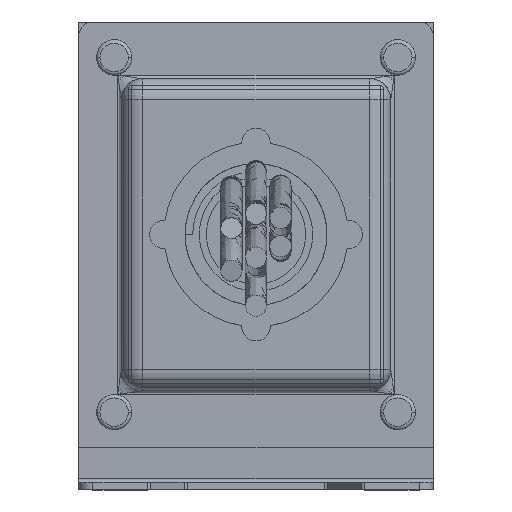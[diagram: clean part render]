
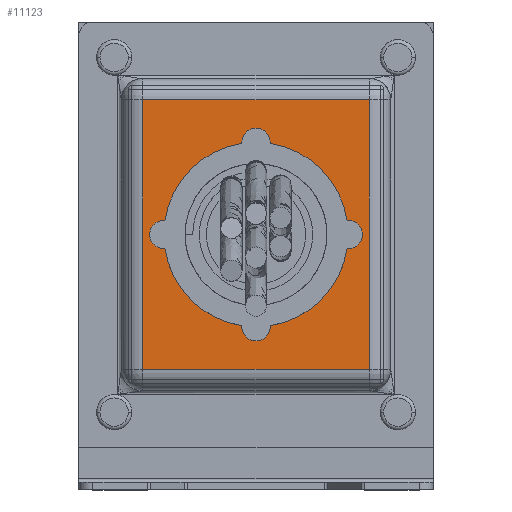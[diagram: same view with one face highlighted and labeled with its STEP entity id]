
A CAD part, top view. The second image highlights one B-rep face of the part: STEP entity #11123.
In plain terms, the highlighted planar face has unit normal (0, 0, 1).
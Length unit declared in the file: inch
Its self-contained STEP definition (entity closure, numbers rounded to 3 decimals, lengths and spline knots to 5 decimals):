
#39 = CARTESIAN_POINT ( 'NONE',  ( 1.48573, 1.1303, 3.01198 ) ) ;
#664 = ORIENTED_EDGE ( 'NONE', *, *, #20259, .T. ) ;
#694 = CARTESIAN_POINT ( 'NONE',  ( 0.46211, 0.38227, 3.01198 ) ) ;
#729 = CARTESIAN_POINT ( 'NONE',  ( 1.19426, 1.51071, 3.01195 ) ) ;
#970 = CARTESIAN_POINT ( 'NONE',  ( 0.69833, 1.1303, 3.01198 ) ) ;
#988 = FACE_BOUND ( 'NONE', #6195, .T. ) ;
#1090 = CARTESIAN_POINT ( 'NONE',  ( 1.72195, 0.38227, 3.01198 ) ) ;
#1292 = CARTESIAN_POINT ( 'NONE',  ( 0.7772, 0.88835, 3.01198 ) ) ;
#1364 = VERTEX_POINT ( 'NONE', #5152 ) ;
#1566 = VERTEX_POINT ( 'NONE', #13921 ) ;
#1801 = ORIENTED_EDGE ( 'NONE', *, *, #10854, .F. ) ;
#1989 = CARTESIAN_POINT ( 'NONE',  ( 1.41217, 1.3598, 3.01198 ) ) ;
#2327 = CARTESIAN_POINT ( 'NONE',  ( 0.85008, 1.44513, 3.01198 ) ) ;
#2439 = CARTESIAN_POINT ( 'NONE',  ( 0.69833, 1.1303, 3.01198 ) ) ;
#2757 = CARTESIAN_POINT ( 'NONE',  ( 0.89375, 0.78629, 3.01198 ) ) ;
#2769 = ORIENTED_EDGE ( 'NONE', *, *, #19332, .F. ) ;
#2882 = CARTESIAN_POINT ( 'NONE',  ( 0.10777, 2.3114, 3.01198 ) ) ;
#3188 = CARTESIAN_POINT ( 'NONE',  ( 1.2903, 0.78629, 3.01198 ) ) ;
#3762 = CARTESIAN_POINT ( 'NONE',  ( 1.48573, 1.1303, 3.01198 ) ) ;
#3858 = CARTESIAN_POINT ( 'NONE',  ( 1.14399, 1.52141, 3.01194 ) ) ;
#3884 = CARTESIAN_POINT ( 'NONE',  ( 0.74802, 1.32858, 3.01198 ) ) ;
#3920 = DIRECTION ( 'NONE',  ( 0., -1., 0. ) ) ;
#4012 = VECTOR ( 'NONE', #15156, 39.37008 ) ;
#4362 = CARTESIAN_POINT ( 'NONE',  ( 0.344, 1.87833, 3.01198 ) ) ;
#4400 = CARTESIAN_POINT ( 'NONE',  ( 1.43604, 0.93203, 3.01198 ) ) ;
#4503 = CARTESIAN_POINT ( 'NONE',  ( 1.04049, 0.7366, 3.01198 ) ) ;
#4609 = CARTESIAN_POINT ( 'NONE',  ( 0.98898, 0.74685, 3.01198 ) ) ;
#4656 = VERTEX_POINT ( 'NONE', #15081 ) ;
#4905 = CARTESIAN_POINT ( 'NONE',  ( 1.23054, 1.49905, 3.012 ) ) ;
#5006 = CARTESIAN_POINT ( 'NONE',  ( 1.4732, 1.23218, 3.01196 ) ) ;
#5050 = VERTEX_POINT ( 'NONE', #970 ) ;
#5152 = CARTESIAN_POINT ( 'NONE',  ( 0.46211, 1.87833, 3.01198 ) ) ;
#5314 = CARTESIAN_POINT ( 'NONE',  ( 1.35245, 1.42669, 3.01195 ) ) ;
#5456 = CARTESIAN_POINT ( 'NONE',  ( 1.09203, 1.524, 3.01198 ) ) ;
#5646 = VERTEX_POINT ( 'NONE', #9400 ) ;
#5748 = CARTESIAN_POINT ( 'NONE',  ( 0.69833, 1.18184, 3.01198 ) ) ;
#5964 = CARTESIAN_POINT ( 'NONE',  ( 1.47548, 1.02725, 3.01198 ) ) ;
#6147 = B_SPLINE_CURVE_WITH_KNOTS ( 'NONE', 3,
 ( #3762, #14959, #13092, #5006, #17909, #17818, #16315, #1989, #19594, #11605, #19687, #5314, #11705, #16557, #13387, #4905, #11299, #729, #7578, #3858, #17132, #9263 ),
 .UNSPECIFIED., .F., .F.,
 ( 4, 2, 2, 2, 2, 2, 2, 2, 2, 2, 4 ),
 ( 0., 0.125, 0.25, 0.375, 0.4375, 0.5, 0.625, 0.75, 0.8125, 0.875, 1. ),
 .UNSPECIFIED. ) ;
#6164 = EDGE_CURVE ( 'NONE', #1566, #1364, #8793, .T. ) ;
#6195 = EDGE_LOOP ( 'NONE', ( #12044, #1801, #2769 ) ) ;
#6764 = ORIENTED_EDGE ( 'NONE', *, *, #10050, .T. ) ;
#6786 = VECTOR ( 'NONE', #3920, 39.37008 ) ;
#7578 = CARTESIAN_POINT ( 'NONE',  ( 1.18183, 1.51384, 3.01194 ) ) ;
#7851 = EDGE_CURVE ( 'NONE', #9269, #14483, #6147, .T. ) ;
#8432 = AXIS2_PLACEMENT_3D ( 'NONE', #2882, #15529, #16028 ) ;
#8632 = DIRECTION ( 'NONE',  ( 1., 0., 0. ) ) ;
#8793 = LINE ( 'NONE', #4362, #4012 ) ;
#8940 = FACE_OUTER_BOUND ( 'NONE', #14265, .T. ) ;
#9003 = CARTESIAN_POINT ( 'NONE',  ( 1.04049, 1.524, 3.01198 ) ) ;
#9224 = CARTESIAN_POINT ( 'NONE',  ( 0.74802, 0.93203, 3.01198 ) ) ;
#9263 = CARTESIAN_POINT ( 'NONE',  ( 1.09203, 1.524, 3.01198 ) ) ;
#9269 = VERTEX_POINT ( 'NONE', #39 ) ;
#9400 = CARTESIAN_POINT ( 'NONE',  ( 0.46211, 0.38227, 3.01198 ) ) ;
#9449 = CARTESIAN_POINT ( 'NONE',  ( 0.69833, 1.1303, 3.01198 ) ) ;
#10004 = LINE ( 'NONE', #694, #6786 ) ;
#10050 = EDGE_CURVE ( 'NONE', #4656, #1566, #16505, .T. ) ;
#10183 = VECTOR ( 'NONE', #8632, 39.37008 ) ;
#10395 = CARTESIAN_POINT ( 'NONE',  ( 1.72195, 1.87833, 3.01198 ) ) ;
#10854 = EDGE_CURVE ( 'NONE', #5050, #9269, #11377, .T. ) ;
#11111 = CARTESIAN_POINT ( 'NONE',  ( 1.33397, 0.81547, 3.01198 ) ) ;
#11123 = ADVANCED_FACE ( 'NONE', ( #988, #8940 ), #15311, .T. ) ;
#11137 = ORIENTED_EDGE ( 'NONE', *, *, #6164, .T. ) ;
#11267 = B_SPLINE_CURVE_WITH_KNOTS ( 'NONE', 3,
 ( #5456, #9003, #18448, #11939, #2327, #18241, #3884, #19911, #5748, #2439 ),
 .UNSPECIFIED., .F., .F.,
 ( 4, 2, 2, 2, 4 ),
 ( 0.25, 0.3125, 0.375, 0.4375, 0.5 ),
 .UNSPECIFIED. ) ;
#11299 = CARTESIAN_POINT ( 'NONE',  ( 1.21858, 1.50332, 3.01198 ) ) ;
#11377 = B_SPLINE_CURVE_WITH_KNOTS ( 'NONE', 3,
 ( #9449, #13845, #12265, #9224, #1292, #12585, #2757, #4609, #4503, #17200, #18983, #3188, #11111, #20453, #4400, #5964, #19088, #15610 ),
 .UNSPECIFIED., .F., .F.,
 ( 4, 2, 2, 2, 2, 2, 2, 2, 4 ),
 ( 0.5, 0.5625, 0.625, 0.6875, 0.75, 0.8125, 0.875, 0.9375, 1. ),
 .UNSPECIFIED. ) ;
#11605 = CARTESIAN_POINT ( 'NONE',  ( 1.38844, 1.38973, 3.01194 ) ) ;
#11705 = CARTESIAN_POINT ( 'NONE',  ( 1.33225, 1.4433, 3.01197 ) ) ;
#11939 = CARTESIAN_POINT ( 'NONE',  ( 0.89375, 1.47431, 3.01198 ) ) ;
#12044 = ORIENTED_EDGE ( 'NONE', *, *, #7851, .F. ) ;
#12265 = CARTESIAN_POINT ( 'NONE',  ( 0.70857, 1.02725, 3.01198 ) ) ;
#12420 = ORIENTED_EDGE ( 'NONE', *, *, #16733, .T. ) ;
#12585 = CARTESIAN_POINT ( 'NONE',  ( 0.85008, 0.81547, 3.01198 ) ) ;
#13092 = CARTESIAN_POINT ( 'NONE',  ( 1.48326, 1.18139, 3.01193 ) ) ;
#13387 = CARTESIAN_POINT ( 'NONE',  ( 1.26606, 1.48438, 3.01202 ) ) ;
#13845 = CARTESIAN_POINT ( 'NONE',  ( 0.69833, 1.07877, 3.01198 ) ) ;
#13921 = CARTESIAN_POINT ( 'NONE',  ( 1.72195, 1.87833, 3.01198 ) ) ;
#14265 = EDGE_LOOP ( 'NONE', ( #11137, #12420, #664, #6764 ) ) ;
#14483 = VERTEX_POINT ( 'NONE', #16555 ) ;
#14959 = CARTESIAN_POINT ( 'NONE',  ( 1.48573, 1.15565, 3.01194 ) ) ;
#15081 = CARTESIAN_POINT ( 'NONE',  ( 1.72195, 0.38227, 3.01198 ) ) ;
#15156 = DIRECTION ( 'NONE',  ( -1., 0., 0. ) ) ;
#15311 = PLANE ( 'NONE',  #8432 ) ;
#15412 = LINE ( 'NONE', #1090, #10183 ) ;
#15529 = DIRECTION ( 'NONE',  ( 0., 0., 1. ) ) ;
#15610 = CARTESIAN_POINT ( 'NONE',  ( 1.48573, 1.1303, 3.01198 ) ) ;
#16028 = DIRECTION ( 'NONE',  ( 1., 0., 0. ) ) ;
#16315 = CARTESIAN_POINT ( 'NONE',  ( 1.43344, 1.32801, 3.01202 ) ) ;
#16324 = VECTOR ( 'NONE', #19642, 39.37008 ) ;
#16505 = LINE ( 'NONE', #10395, #16324 ) ;
#16555 = CARTESIAN_POINT ( 'NONE',  ( 1.09203, 1.524, 3.01198 ) ) ;
#16557 = CARTESIAN_POINT ( 'NONE',  ( 1.28905, 1.47214, 3.01201 ) ) ;
#16733 = EDGE_CURVE ( 'NONE', #1364, #5646, #10004, .T. ) ;
#17132 = CARTESIAN_POINT ( 'NONE',  ( 1.11801, 1.524, 3.01196 ) ) ;
#17200 = CARTESIAN_POINT ( 'NONE',  ( 1.14356, 0.7366, 3.01198 ) ) ;
#17818 = CARTESIAN_POINT ( 'NONE',  ( 1.44572, 1.30515, 3.01202 ) ) ;
#17909 = CARTESIAN_POINT ( 'NONE',  ( 1.46561, 1.25723, 3.01198 ) ) ;
#18241 = CARTESIAN_POINT ( 'NONE',  ( 0.7772, 1.37225, 3.01198 ) ) ;
#18448 = CARTESIAN_POINT ( 'NONE',  ( 0.98898, 1.51376, 3.01198 ) ) ;
#18983 = CARTESIAN_POINT ( 'NONE',  ( 1.19508, 0.74685, 3.01198 ) ) ;
#19088 = CARTESIAN_POINT ( 'NONE',  ( 1.48573, 1.07877, 3.01198 ) ) ;
#19332 = EDGE_CURVE ( 'NONE', #14483, #5050, #11267, .T. ) ;
#19594 = CARTESIAN_POINT ( 'NONE',  ( 1.40464, 1.36996, 3.01196 ) ) ;
#19642 = DIRECTION ( 'NONE',  ( 0., 1., 0. ) ) ;
#19687 = CARTESIAN_POINT ( 'NONE',  ( 1.37981, 1.39928, 3.01194 ) ) ;
#19911 = CARTESIAN_POINT ( 'NONE',  ( 0.70857, 1.23335, 3.01198 ) ) ;
#20259 = EDGE_CURVE ( 'NONE', #5646, #4656, #15412, .T. ) ;
#20453 = CARTESIAN_POINT ( 'NONE',  ( 1.40686, 0.88835, 3.01198 ) ) ;
